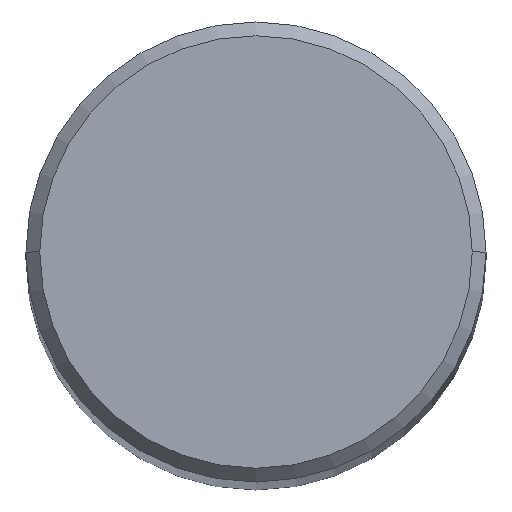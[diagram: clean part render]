
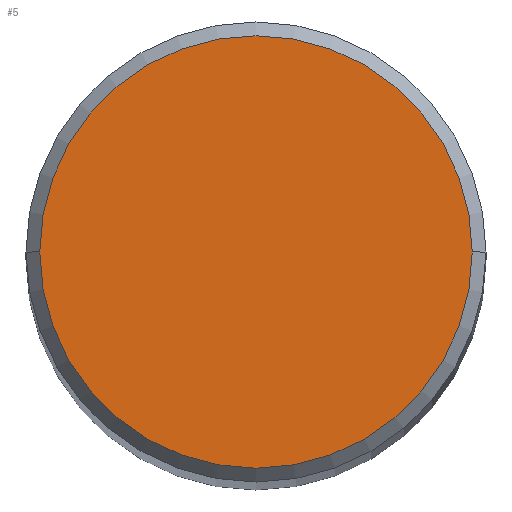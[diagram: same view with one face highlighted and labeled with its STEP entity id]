
A CAD part, top view. The second image highlights one B-rep face of the part: STEP entity #5.
In plain terms, the highlighted planar face has unit normal (0, 0, 1).
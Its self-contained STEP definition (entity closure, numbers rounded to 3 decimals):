
#5 = ADVANCED_FACE ( 'NONE', ( #111 ), #177, .T. ) ;
#21 = AXIS2_PLACEMENT_3D ( 'NONE', #65, #210, #269 ) ;
#53 = VERTEX_POINT ( 'NONE', #247 ) ;
#58 = EDGE_CURVE ( 'NONE', #224, #53, #248, .T. ) ;
#65 = CARTESIAN_POINT ( 'NONE',  ( 0., 0., 50. ) ) ;
#93 = DIRECTION ( 'NONE',  ( 0., 0., 1. ) ) ;
#94 = AXIS2_PLACEMENT_3D ( 'NONE', #197, #93, #239 ) ;
#96 = CARTESIAN_POINT ( 'NONE',  ( 0., 0., 50. ) ) ;
#98 = AXIS2_PLACEMENT_3D ( 'NONE', #96, #267, #262 ) ;
#111 = FACE_OUTER_BOUND ( 'NONE', #155, .T. ) ;
#141 = ORIENTED_EDGE ( 'NONE', *, *, #58, .T. ) ;
#155 = EDGE_LOOP ( 'NONE', ( #141, #227 ) ) ;
#177 = PLANE ( 'NONE',  #94 ) ;
#179 = CIRCLE ( 'NONE', #98, 4.7 ) ;
#187 = EDGE_CURVE ( 'NONE', #53, #224, #179, .T. ) ;
#197 = CARTESIAN_POINT ( 'NONE',  ( 0., 0., 50. ) ) ;
#210 = DIRECTION ( 'NONE',  ( 0., 0., 1. ) ) ;
#224 = VERTEX_POINT ( 'NONE', #246 ) ;
#227 = ORIENTED_EDGE ( 'NONE', *, *, #187, .T. ) ;
#239 = DIRECTION ( 'NONE',  ( 1., 0., 0. ) ) ;
#246 = CARTESIAN_POINT ( 'NONE',  ( -4.7, 0., 50. ) ) ;
#247 = CARTESIAN_POINT ( 'NONE',  ( 4.7, 0., 50. ) ) ;
#248 = CIRCLE ( 'NONE', #21, 4.7 ) ;
#262 = DIRECTION ( 'NONE',  ( 1., 0., 0. ) ) ;
#267 = DIRECTION ( 'NONE',  ( 0., 0., 1. ) ) ;
#269 = DIRECTION ( 'NONE',  ( 1., 0., 0. ) ) ;
